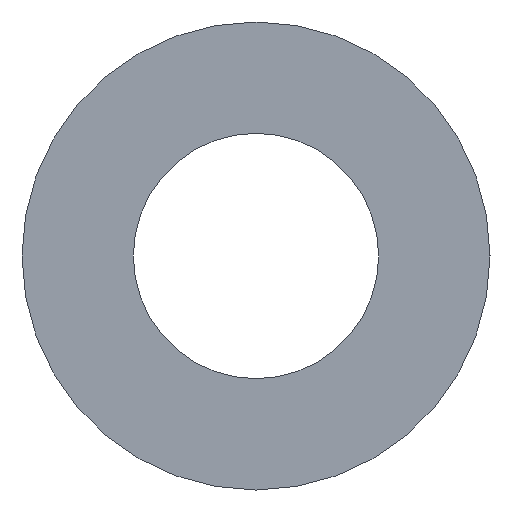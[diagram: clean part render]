
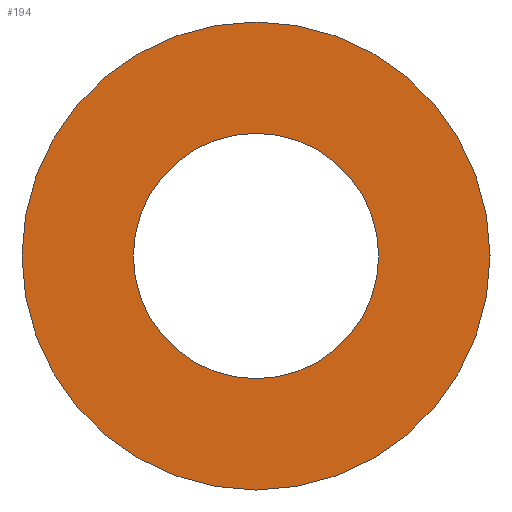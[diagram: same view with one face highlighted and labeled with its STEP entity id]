
A CAD part, left-side view. The second image highlights one B-rep face of the part: STEP entity #194.
In plain terms, the highlighted planar face has unit normal (-1, 0, 0).
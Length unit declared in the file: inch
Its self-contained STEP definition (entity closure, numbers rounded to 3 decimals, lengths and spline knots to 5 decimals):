
#11 = CARTESIAN_POINT ( 'NONE',  ( -0.5, 0., -0.187 ) ) ;
#13 = AXIS2_PLACEMENT_3D ( 'NONE', #220, #141, #53 ) ;
#14 = VERTEX_POINT ( 'NONE', #187 ) ;
#16 = AXIS2_PLACEMENT_3D ( 'NONE', #216, #66, #201 ) ;
#17 = ORIENTED_EDGE ( 'NONE', *, *, #91, .F. ) ;
#28 = DIRECTION ( 'NONE',  ( 0., 0., -1. ) ) ;
#33 = AXIS2_PLACEMENT_3D ( 'NONE', #65, #84, #153 ) ;
#37 = FACE_BOUND ( 'NONE', #150, .T. ) ;
#50 = EDGE_CURVE ( 'NONE', #79, #14, #184, .T. ) ;
#51 = CARTESIAN_POINT ( 'NONE',  ( -0.5, 0., 0. ) ) ;
#53 = DIRECTION ( 'NONE',  ( 0., 0., -1. ) ) ;
#55 = DIRECTION ( 'NONE',  ( 1., 0., 0. ) ) ;
#59 = ORIENTED_EDGE ( 'NONE', *, *, #174, .T. ) ;
#64 = EDGE_LOOP ( 'NONE', ( #17, #121 ) ) ;
#65 = CARTESIAN_POINT ( 'NONE',  ( -0.5, 0., 0. ) ) ;
#66 = DIRECTION ( 'NONE',  ( 1., 0., 0. ) ) ;
#74 = PLANE ( 'NONE',  #136 ) ;
#79 = VERTEX_POINT ( 'NONE', #135 ) ;
#81 = FACE_OUTER_BOUND ( 'NONE', #64, .T. ) ;
#84 = DIRECTION ( 'NONE',  ( 1., 0., 0. ) ) ;
#91 = EDGE_CURVE ( 'NONE', #152, #165, #117, .T. ) ;
#94 = CARTESIAN_POINT ( 'NONE',  ( -0.5, 0., 0.187 ) ) ;
#108 = DIRECTION ( 'NONE',  ( 0., 0., -1. ) ) ;
#110 = CIRCLE ( 'NONE', #168, 0.098 ) ;
#117 = CIRCLE ( 'NONE', #33, 0.187 ) ;
#121 = ORIENTED_EDGE ( 'NONE', *, *, #143, .F. ) ;
#124 = CARTESIAN_POINT ( 'NONE',  ( -0.5, 0., 0. ) ) ;
#135 = CARTESIAN_POINT ( 'NONE',  ( -0.5, 0., 0.098 ) ) ;
#136 = AXIS2_PLACEMENT_3D ( 'NONE', #124, #158, #108 ) ;
#141 = DIRECTION ( 'NONE',  ( 1., 0., 0. ) ) ;
#143 = EDGE_CURVE ( 'NONE', #165, #152, #185, .T. ) ;
#148 = ORIENTED_EDGE ( 'NONE', *, *, #50, .T. ) ;
#150 = EDGE_LOOP ( 'NONE', ( #148, #59 ) ) ;
#152 = VERTEX_POINT ( 'NONE', #94 ) ;
#153 = DIRECTION ( 'NONE',  ( 0., 0., -1. ) ) ;
#158 = DIRECTION ( 'NONE',  ( 1., 0., 0. ) ) ;
#165 = VERTEX_POINT ( 'NONE', #11 ) ;
#168 = AXIS2_PLACEMENT_3D ( 'NONE', #51, #55, #28 ) ;
#174 = EDGE_CURVE ( 'NONE', #14, #79, #110, .T. ) ;
#184 = CIRCLE ( 'NONE', #16, 0.098 ) ;
#185 = CIRCLE ( 'NONE', #13, 0.187 ) ;
#187 = CARTESIAN_POINT ( 'NONE',  ( -0.5, 0., -0.098 ) ) ;
#194 = ADVANCED_FACE ( 'NONE', ( #81, #37 ), #74, .F. ) ;
#201 = DIRECTION ( 'NONE',  ( 0., 0., -1. ) ) ;
#216 = CARTESIAN_POINT ( 'NONE',  ( -0.5, 0., 0. ) ) ;
#220 = CARTESIAN_POINT ( 'NONE',  ( -0.5, 0., 0. ) ) ;
